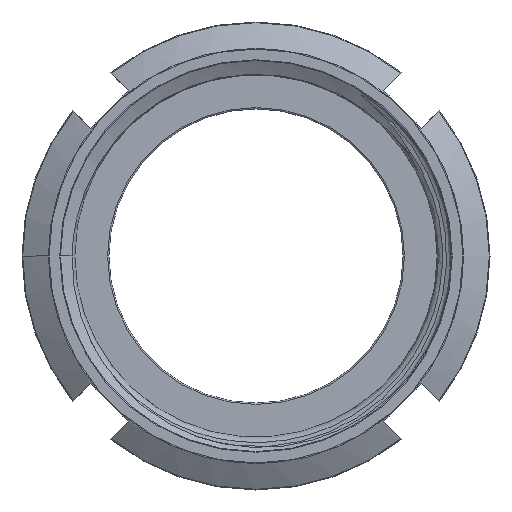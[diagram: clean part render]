
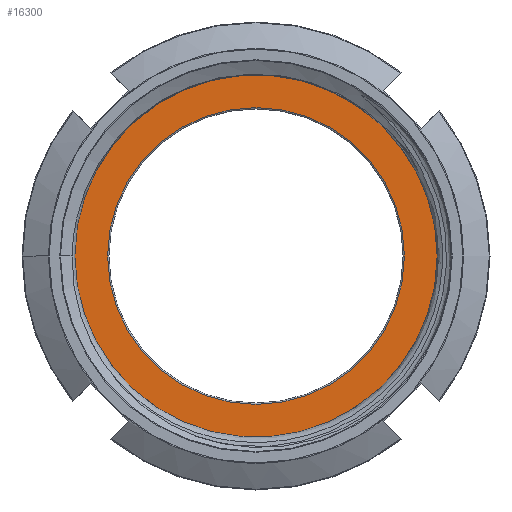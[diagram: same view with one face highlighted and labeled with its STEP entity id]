
A CAD part, left-side view. The second image highlights one B-rep face of the part: STEP entity #16300.
In plain terms, the highlighted planar face has unit normal (-1, 0, 0).
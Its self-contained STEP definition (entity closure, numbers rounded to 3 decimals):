
#285 = CARTESIAN_POINT ( 'NONE',  ( -3., 22.2, 0. ) ) ;
#772 = CARTESIAN_POINT ( 'NONE',  ( -3., -22.2, 0. ) ) ;
#909 = CARTESIAN_POINT ( 'NONE',  ( -3., 0., 0. ) ) ;
#1122 = CARTESIAN_POINT ( 'NONE',  ( -3., -29.232, 0. ) ) ;
#1373 = ORIENTED_EDGE ( 'NONE', *, *, #4531, .T. ) ;
#1536 = CIRCLE ( 'NONE', #3465, 29.232 ) ;
#1816 = DIRECTION ( 'NONE',  ( 0., -1., 0. ) ) ;
#1896 = DIRECTION ( 'NONE',  ( -1., 0., 0. ) ) ;
#3465 = AXIS2_PLACEMENT_3D ( 'NONE', #3595, #1896, #16529 ) ;
#3595 = CARTESIAN_POINT ( 'NONE',  ( -3., 0., 0. ) ) ;
#4174 = CIRCLE ( 'NONE', #8409, 22.2 ) ;
#4531 = EDGE_CURVE ( 'NONE', #14287, #8401, #4174, .T. ) ;
#4584 = EDGE_CURVE ( 'NONE', #10786, #16446, #11227, .T. ) ;
#5060 = CARTESIAN_POINT ( 'NONE',  ( -3., 0., 0. ) ) ;
#6147 = EDGE_CURVE ( 'NONE', #8401, #14287, #14573, .T. ) ;
#6754 = AXIS2_PLACEMENT_3D ( 'NONE', #16582, #8644, #11299 ) ;
#6841 = EDGE_LOOP ( 'NONE', ( #1373, #16000 ) ) ;
#7520 = AXIS2_PLACEMENT_3D ( 'NONE', #16389, #8448, #1816 ) ;
#7733 = DIRECTION ( 'NONE',  ( 1., 0., 0. ) ) ;
#8401 = VERTEX_POINT ( 'NONE', #285 ) ;
#8409 = AXIS2_PLACEMENT_3D ( 'NONE', #5060, #7733, #17021 ) ;
#8448 = DIRECTION ( 'NONE',  ( -1., 0., 0. ) ) ;
#8644 = DIRECTION ( 'NONE',  ( 1., 0., 0. ) ) ;
#8688 = ORIENTED_EDGE ( 'NONE', *, *, #13262, .T. ) ;
#10786 = VERTEX_POINT ( 'NONE', #13188 ) ;
#11186 = FACE_BOUND ( 'NONE', #6841, .T. ) ;
#11227 = CIRCLE ( 'NONE', #11955, 29.232 ) ;
#11299 = DIRECTION ( 'NONE',  ( 0., -1., 0. ) ) ;
#11955 = AXIS2_PLACEMENT_3D ( 'NONE', #909, #12795, #14261 ) ;
#12795 = DIRECTION ( 'NONE',  ( -1., 0., 0. ) ) ;
#13055 = FACE_OUTER_BOUND ( 'NONE', #15577, .T. ) ;
#13188 = CARTESIAN_POINT ( 'NONE',  ( -3., 29.232, 0. ) ) ;
#13262 = EDGE_CURVE ( 'NONE', #16446, #10786, #1536, .T. ) ;
#13718 = PLANE ( 'NONE',  #7520 ) ;
#14261 = DIRECTION ( 'NONE',  ( 0., -1., 0. ) ) ;
#14287 = VERTEX_POINT ( 'NONE', #772 ) ;
#14573 = CIRCLE ( 'NONE', #6754, 22.2 ) ;
#15027 = ORIENTED_EDGE ( 'NONE', *, *, #4584, .T. ) ;
#15577 = EDGE_LOOP ( 'NONE', ( #8688, #15027 ) ) ;
#16000 = ORIENTED_EDGE ( 'NONE', *, *, #6147, .T. ) ;
#16300 = ADVANCED_FACE ( 'NONE', ( #11186, #13055 ), #13718, .T. ) ;
#16389 = CARTESIAN_POINT ( 'NONE',  ( -3., 29.432, 0. ) ) ;
#16446 = VERTEX_POINT ( 'NONE', #1122 ) ;
#16529 = DIRECTION ( 'NONE',  ( 0., -1., 0. ) ) ;
#16582 = CARTESIAN_POINT ( 'NONE',  ( -3., 0., 0. ) ) ;
#17021 = DIRECTION ( 'NONE',  ( 0., -1., 0. ) ) ;
